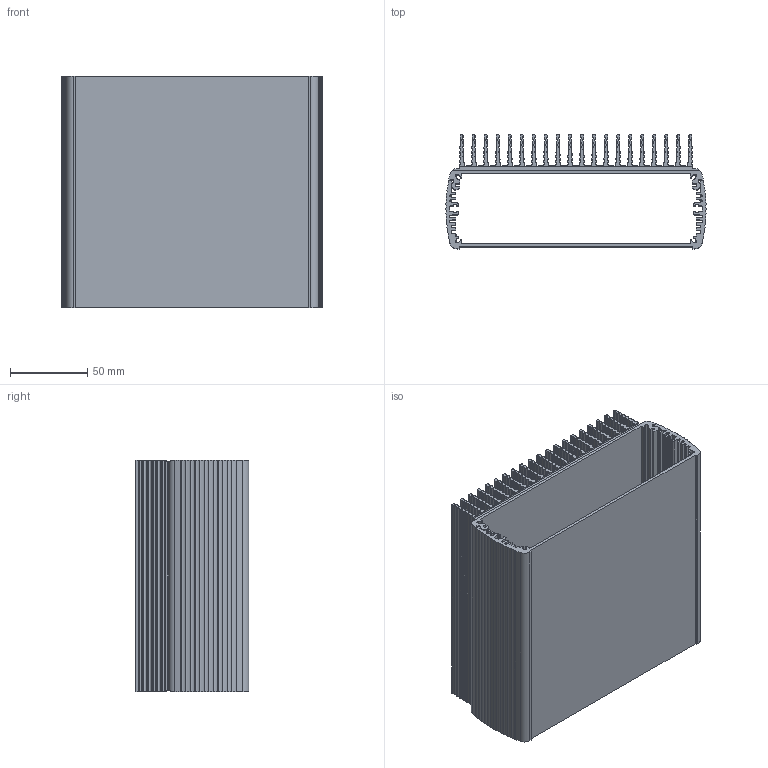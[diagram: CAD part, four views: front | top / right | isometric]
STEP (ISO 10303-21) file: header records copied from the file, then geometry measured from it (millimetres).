
FILE_DESCRIPTION(/* description */ (''),/* implementation_level */ '2;1');
FILE_NAME(/* name */ '84516150_ABPH 1600-150 K.stp',/* time_stamp */ '2018-02-01T11:12:35+01:00',/* author */ ('watermann'),/* organization */ (''),/* preprocessor_version */ 'ST-DEVELOPER v16.5',/* originating_system */ 'Autodesk Inventor 2017',/* authorisation */ '');
FILE_SCHEMA (('AUTOMOTIVE_DESIGN { 1 0 10303 214 3 1 1 }'));
Length unit declared in the file: millimetre
Products named in the file (3): 2804079_3D; ABPH 1600K-OT_3D; ABPH 1600-UT
Assembly tree (2 placements, depth 2):
  2804079_3D
    ABPH 1600K-OT_3D
    ABPH 1600-UT
Bounding box: 168.98 x 73.8 x 150 mm (x, y, z)
Volume: 352307.1 mm3; surface area: 286549.9 mm2
Topology: 2 solids, 2 shells, 1544 faces, 4620 edges, 3080 vertices
Faces by surface type: cylinder 1059, plane 485
Entity records: 53069 total; most frequent: DIRECTION 9840, CARTESIAN_POINT 9249, ORIENTED_EDGE 9240, EDGE_CURVE 4620, AXIS2_PLACEMENT_3D 3671, VERTEX_POINT 3080, LINE 2498, VECTOR 2498
